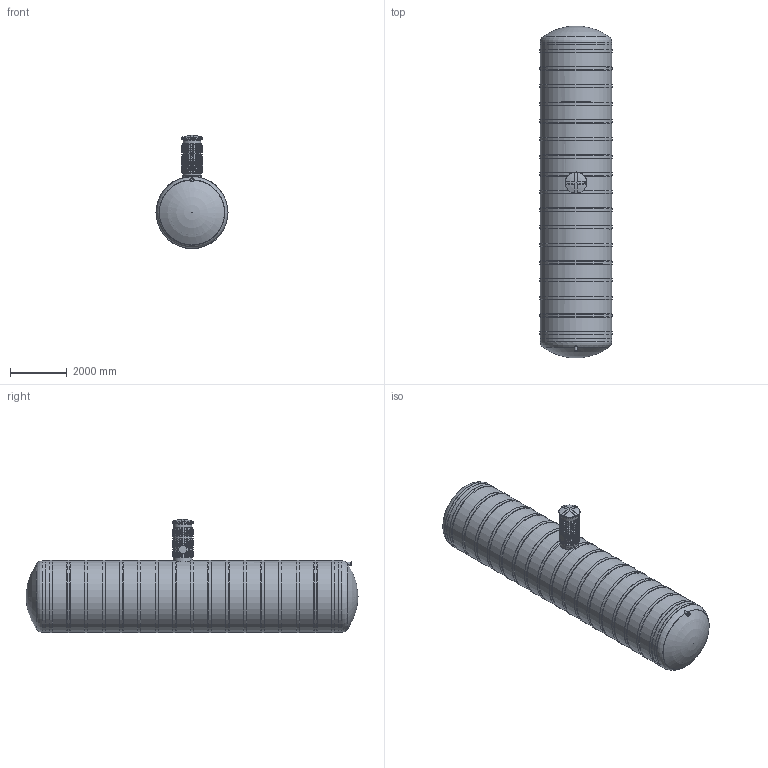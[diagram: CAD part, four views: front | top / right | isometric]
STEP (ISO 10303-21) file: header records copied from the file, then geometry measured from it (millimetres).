
FILE_DESCRIPTION(/* description */ ('Unknown'),/* implementation_level */ '2;1');
FILE_NAME(/* name */ 'Mahuti 55m3 24.03.23',/* time_stamp */ '2023-04-13T14:27:23+03:00',/* author */ ('Unknown'),/* organization */ ('Unknown'),/* preprocessor_version */ 'ST-DEVELOPER v18.1',/* originating_system */ 'Solid Edge',/* authorisation */ 'Unknown');
FILE_SCHEMA (('AUTOMOTIVE_DESIGN {1 0 10303 214 3 1 1}'));
Length unit declared in the file: millimetre
Products named in the file (12): Mahuti 55m3 24.03.23; silinder D2500 55m3; 2500 Ribi; 2500 55m3 maht; 2697.001 tihend teeninduskaevule 670_var2; 2693.001_var3; 2703.001; 2703.002; D665 KP silinder 25.07.18; muhvtoru_110_L=300; 2389.001; 2389.003
Assembly tree (28 placements, depth 2):
  Mahuti 55m3 24.03.23
    silinder D2500 55m3
    2500 Ribi  x17
    2500 55m3 maht
    2697.001 tihend teeninduskaevule 670_var2  x2
    2693.001_var3
    2703.001
    2703.002
    D665 KP silinder 25.07.18
    muhvtoru_110_L=300
    2389.001
    2389.003
Bounding box: 2542 x 11695.21 x 3987 mm (x, y, z)
Volume: 56065172169 mm3; surface area: 340342531.4 mm2
Topology: 28 solids, 29 shells, 714 faces, 1673 edges, 1074 vertices
Faces by surface type: plane 244, cylinder 205, torus 179, bspline 43, sphere 22, cone 21
Full cylindrical faces by diameter (mm): 6 x3, 104 x1, 110 x3, 114.605 x1, 129.59 x1, 594 x1, 595 x1, 600 x1, 609 x1, 610 x2, 615 x2, 625 x2, 632.5 x4, 648.5 x4, 655 x11, 665 x10, 668.5 x4, 678.5 x2, 709 x1, 715 x10, 725 x11, 734 x1, 750 x1, 2500 x2, 2512 x18, 2515 x2, 2529 x2, 2542 x17
Entity records: 21595 total; most frequent: CARTESIAN_POINT 8704, DIRECTION 2523, ORIENTED_EDGE 2402, EDGE_CURVE 1201, AXIS2_PLACEMENT_3D 1114, VERTEX_POINT 874, FACE_BOUND 859, EDGE_LOOP 855
